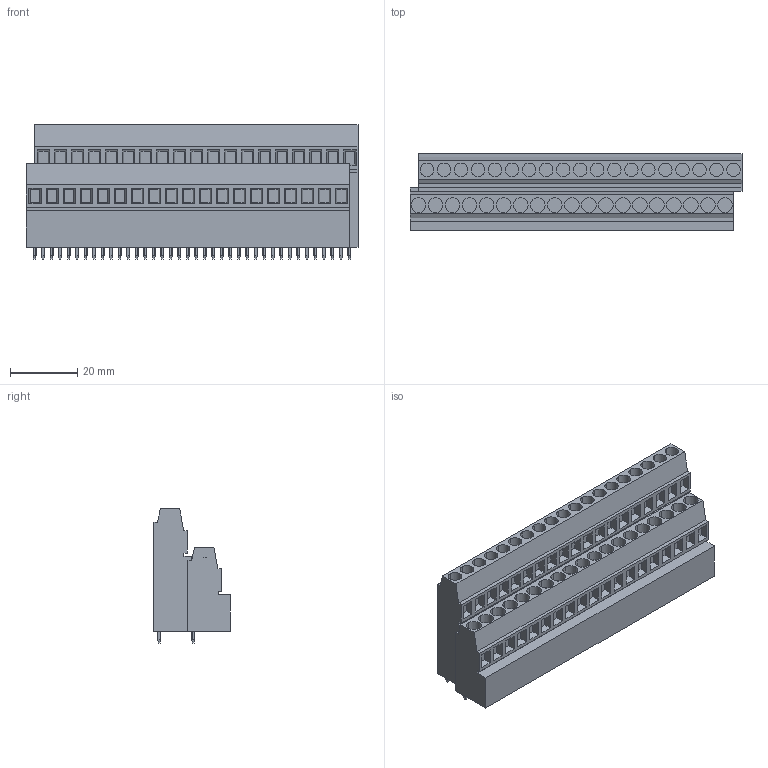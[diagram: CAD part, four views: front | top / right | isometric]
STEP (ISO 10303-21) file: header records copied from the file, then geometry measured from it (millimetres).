
FILE_DESCRIPTION(('CATIA V5 STEP Exchange','CAx-IF Rec.Pracs.--- Model Styling and Organization---1.2---2011-12-15'),'2;1');
FILE_NAME ('D1455739_0_1769410000_1769410000.stp','2018-09-07T14:56:54+00:00',('none'),('Weidmueller'),'CATIA Version 5-6 Release 2014','CATIA V5 STEP AP214','none');
FILE_SCHEMA(('AUTOMOTIVE_DESIGN { 1 0 10303 214 1 1 1 1 }'));
Length unit declared in the file: millimetre
Products named in the file (1): 1769410000
Bounding box: 99.06 x 22.8 x 40.1 mm (x, y, z)
Volume: 56985.9 mm3; surface area: 16559.4 mm2
Topology: 39 solids, 39 shells, 863 faces, 2127 edges, 1418 vertices
Faces by surface type: plane 787, cylinder 76
Entity records: 23713 total; most frequent: CARTESIAN_POINT 4530, ORIENTED_EDGE 4254, DIRECTION 3183, EDGE_CURVE 2127, VECTOR 1671, LINE 1671, VERTEX_POINT 1418, EDGE_LOOP 939
